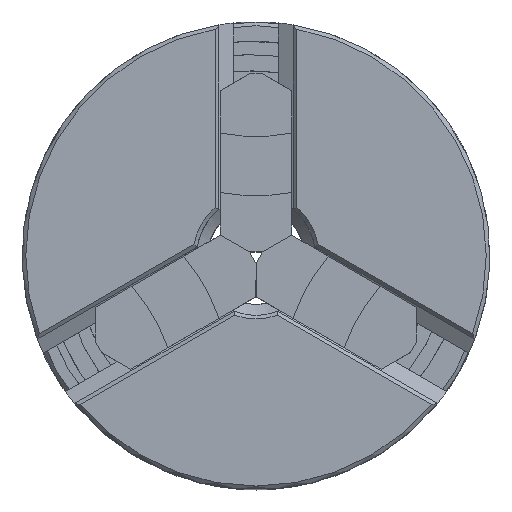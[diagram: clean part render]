
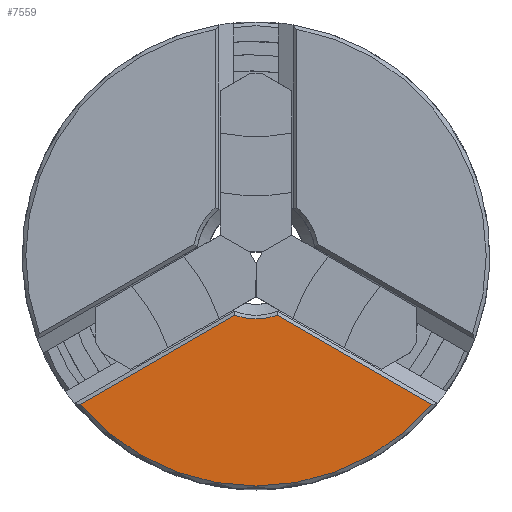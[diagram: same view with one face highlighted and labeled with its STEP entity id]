
A CAD part, top view. The second image highlights one B-rep face of the part: STEP entity #7559.
In plain terms, the highlighted planar face has unit normal (0, 0, 1).
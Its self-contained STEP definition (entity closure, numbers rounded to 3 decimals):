
#250=PLANE('',#8100);
#540=CIRCLE('',#8101,8.5);
#541=CIRCLE('',#8102,31.);
#736=FACE_OUTER_BOUND('',#1162,.T.);
#1162=EDGE_LOOP('',(#5257,#5258,#5259,#5260));
#1808=LINE('',#11694,#2509);
#1810=LINE('',#11704,#2511);
#2509=VECTOR('',#8826,10.);
#2511=VECTOR('',#8832,10.);
#3266=VERTEX_POINT('',#11689);
#3267=VERTEX_POINT('',#11693);
#3269=VERTEX_POINT('',#11701);
#3270=VERTEX_POINT('',#11703);
#4059=EDGE_CURVE('',#3266,#3267,#1808,.T.);
#4062=EDGE_CURVE('',#3269,#3266,#540,.T.);
#4063=EDGE_CURVE('',#3270,#3269,#1810,.T.);
#4064=EDGE_CURVE('',#3267,#3270,#541,.T.);
#5257=ORIENTED_EDGE('',*,*,#4059,.F.);
#5258=ORIENTED_EDGE('',*,*,#4062,.F.);
#5259=ORIENTED_EDGE('',*,*,#4063,.F.);
#5260=ORIENTED_EDGE('',*,*,#4064,.F.);
#7559=ADVANCED_FACE('',(#736),#250,.T.);
#8100=AXIS2_PLACEMENT_3D('',#11700,#8828,#8829);
#8101=AXIS2_PLACEMENT_3D('',#11702,#8830,#8831);
#8102=AXIS2_PLACEMENT_3D('',#11705,#8833,#8834);
#8826=DIRECTION('',(0.866,-0.5,0.));
#8828=DIRECTION('center_axis',(0.,0.,1.));
#8829=DIRECTION('ref_axis',(1.,0.,0.));
#8830=DIRECTION('center_axis',(0.,0.,1.));
#8831=DIRECTION('ref_axis',(1.,0.,0.));
#8832=DIRECTION('',(0.866,0.5,0.));
#8833=DIRECTION('center_axis',(0.,0.,-1.));
#8834=DIRECTION('ref_axis',(1.,0.,0.));
#11689=CARTESIAN_POINT('',(2.862,-8.004,20.));
#11693=CARTESIAN_POINT('',(23.671,-20.017,20.));
#11694=CARTESIAN_POINT('',(-2.75,-4.763,20.));
#11700=CARTESIAN_POINT('Origin',(0.,0.,20.));
#11701=CARTESIAN_POINT('',(-2.862,-8.004,20.));
#11702=CARTESIAN_POINT('Origin',(0.,0.,20.));
#11703=CARTESIAN_POINT('',(-23.671,-20.017,20.));
#11704=CARTESIAN_POINT('',(2.75,-4.763,20.));
#11705=CARTESIAN_POINT('Origin',(0.,0.,20.));
